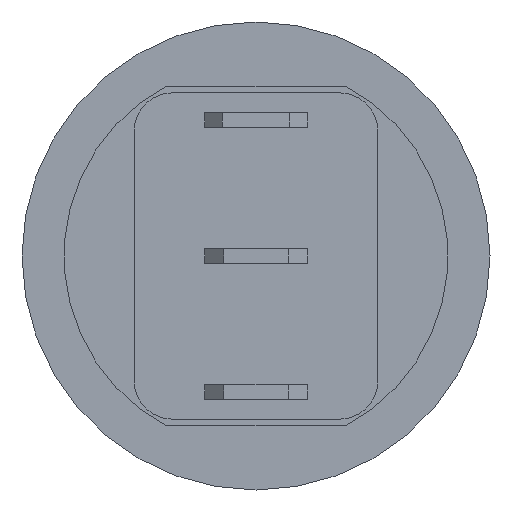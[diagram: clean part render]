
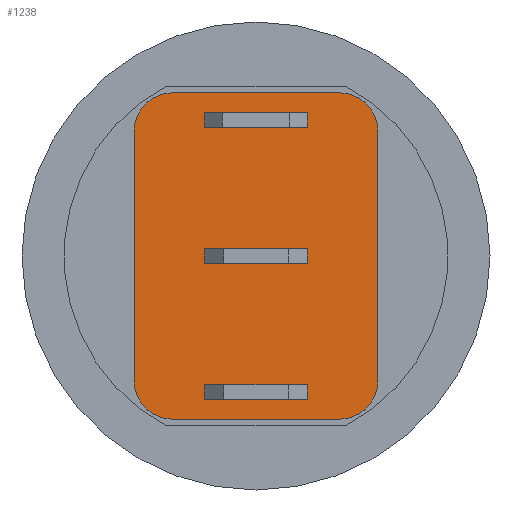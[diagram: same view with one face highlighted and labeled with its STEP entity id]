
A CAD part, front view. The second image highlights one B-rep face of the part: STEP entity #1238.
In plain terms, the highlighted planar face has unit normal (0, -1, 0).
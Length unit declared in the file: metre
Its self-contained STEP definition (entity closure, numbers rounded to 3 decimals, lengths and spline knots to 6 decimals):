
#35=LINE('',#1767,#149);
#40=LINE('',#1776,#154);
#42=LINE('',#1782,#156);
#47=LINE('',#1794,#161);
#53=LINE('',#1808,#167);
#61=LINE('',#1826,#175);
#67=LINE('',#1841,#181);
#73=LINE('',#1855,#187);
#80=LINE('',#1876,#194);
#91=LINE('',#1901,#205);
#96=LINE('',#1919,#210);
#99=LINE('',#1926,#213);
#124=LINE('',#2046,#238);
#128=LINE('',#2056,#242);
#131=LINE('',#2064,#245);
#134=LINE('',#2072,#248);
#149=VECTOR('',#1407,1.);
#154=VECTOR('',#1416,1.);
#156=VECTOR('',#1422,1.);
#161=VECTOR('',#1435,1.);
#167=VECTOR('',#1445,1.);
#175=VECTOR('',#1457,1.);
#181=VECTOR('',#1471,1.);
#187=VECTOR('',#1487,1.);
#194=VECTOR('',#1508,1.);
#205=VECTOR('',#1531,1.);
#210=VECTOR('',#1548,1.);
#213=VECTOR('',#1559,1.);
#238=VECTOR('',#1692,1.);
#242=VECTOR('',#1702,1.);
#245=VECTOR('',#1711,1.);
#248=VECTOR('',#1720,1.);
#294=PLANE('',#1371);
#597=ORIENTED_EDGE('',*,*,#642,.F.);
#598=ORIENTED_EDGE('',*,*,#639,.F.);
#599=ORIENTED_EDGE('',*,*,#634,.F.);
#600=ORIENTED_EDGE('',*,*,#648,.F.);
#601=ORIENTED_EDGE('',*,*,#679,.F.);
#602=ORIENTED_EDGE('',*,*,#662,.F.);
#603=ORIENTED_EDGE('',*,*,#670,.F.);
#604=ORIENTED_EDGE('',*,*,#654,.F.);
#605=ORIENTED_EDGE('',*,*,#701,.F.);
#606=ORIENTED_EDGE('',*,*,#689,.F.);
#607=ORIENTED_EDGE('',*,*,#709,.F.);
#608=ORIENTED_EDGE('',*,*,#712,.F.);
#609=ORIENTED_EDGE('',*,*,#775,.F.);
#610=ORIENTED_EDGE('',*,*,#774,.T.);
#611=ORIENTED_EDGE('',*,*,#771,.F.);
#612=ORIENTED_EDGE('',*,*,#770,.T.);
#613=ORIENTED_EDGE('',*,*,#767,.F.);
#614=ORIENTED_EDGE('',*,*,#766,.T.);
#615=ORIENTED_EDGE('',*,*,#762,.F.);
#616=ORIENTED_EDGE('',*,*,#777,.T.);
#634=EDGE_CURVE('',#792,#793,#35,.T.);
#639=EDGE_CURVE('',#793,#795,#40,.T.);
#642=EDGE_CURVE('',#795,#797,#42,.T.);
#648=EDGE_CURVE('',#797,#792,#47,.T.);
#654=EDGE_CURVE('',#804,#806,#53,.T.);
#662=EDGE_CURVE('',#812,#814,#61,.T.);
#670=EDGE_CURVE('',#806,#812,#67,.T.);
#679=EDGE_CURVE('',#814,#804,#73,.T.);
#689=EDGE_CURVE('',#828,#829,#80,.T.);
#701=EDGE_CURVE('',#829,#837,#91,.T.);
#709=EDGE_CURVE('',#843,#828,#96,.T.);
#712=EDGE_CURVE('',#837,#843,#99,.T.);
#762=EDGE_CURVE('',#885,#886,#124,.T.);
#766=EDGE_CURVE('',#887,#886,#936,.T.);
#767=EDGE_CURVE('',#887,#888,#128,.T.);
#770=EDGE_CURVE('',#889,#888,#937,.T.);
#771=EDGE_CURVE('',#889,#890,#131,.T.);
#774=EDGE_CURVE('',#891,#890,#938,.T.);
#775=EDGE_CURVE('',#891,#892,#134,.T.);
#777=EDGE_CURVE('',#885,#892,#939,.T.);
#792=VERTEX_POINT('',#1766);
#793=VERTEX_POINT('',#1768);
#795=VERTEX_POINT('',#1777);
#797=VERTEX_POINT('',#1783);
#804=VERTEX_POINT('',#1806);
#806=VERTEX_POINT('',#1809);
#812=VERTEX_POINT('',#1824);
#814=VERTEX_POINT('',#1827);
#828=VERTEX_POINT('',#1875);
#829=VERTEX_POINT('',#1877);
#837=VERTEX_POINT('',#1902);
#843=VERTEX_POINT('',#1918);
#885=VERTEX_POINT('',#2047);
#886=VERTEX_POINT('',#2048);
#887=VERTEX_POINT('',#2053);
#888=VERTEX_POINT('',#2057);
#889=VERTEX_POINT('',#2061);
#890=VERTEX_POINT('',#2065);
#891=VERTEX_POINT('',#2069);
#892=VERTEX_POINT('',#2073);
#936=CIRCLE('',#1361,0.002);
#937=CIRCLE('',#1364,0.002);
#938=CIRCLE('',#1367,0.002);
#939=CIRCLE('',#1370,0.002);
#1040=EDGE_LOOP('',(#597,#598,#599,#600));
#1041=EDGE_LOOP('',(#601,#602,#603,#604));
#1042=EDGE_LOOP('',(#605,#606,#607,#608));
#1043=EDGE_LOOP('',(#609,#610,#611,#612,#613,#614,#615,#616));
#1144=FACE_BOUND('',#1040,.T.);
#1145=FACE_BOUND('',#1041,.T.);
#1146=FACE_BOUND('',#1042,.T.);
#1147=FACE_BOUND('',#1043,.T.);
#1238=ADVANCED_FACE('',(#1144,#1145,#1146,#1147),#294,.F.);
#1361=AXIS2_PLACEMENT_3D('',#2054,#1698,#1699);
#1364=AXIS2_PLACEMENT_3D('',#2062,#1707,#1708);
#1367=AXIS2_PLACEMENT_3D('',#2070,#1716,#1717);
#1370=AXIS2_PLACEMENT_3D('',#2076,#1724,#1725);
#1371=AXIS2_PLACEMENT_3D('',#2077,#1726,#1727);
#1407=DIRECTION('',(0.,0.,-1.));
#1416=DIRECTION('',(1.,0.,0.));
#1422=DIRECTION('',(0.,0.,1.));
#1435=DIRECTION('',(-1.,0.,0.));
#1445=DIRECTION('',(0.,0.,1.));
#1457=DIRECTION('',(0.,0.,-1.));
#1471=DIRECTION('',(-1.,0.,0.));
#1487=DIRECTION('',(1.,0.,0.));
#1508=DIRECTION('',(0.,0.,-1.));
#1531=DIRECTION('',(1.,0.,0.));
#1548=DIRECTION('',(-1.,0.,0.));
#1559=DIRECTION('',(0.,0.,1.));
#1692=DIRECTION('',(0.,0.,1.));
#1698=DIRECTION('',(0.,-1.,0.));
#1699=DIRECTION('',(0.,0.,1.));
#1702=DIRECTION('',(1.,0.,0.));
#1707=DIRECTION('',(0.,-1.,0.));
#1708=DIRECTION('',(1.,0.,0.));
#1711=DIRECTION('',(0.,0.,-1.));
#1716=DIRECTION('',(0.,-1.,0.));
#1717=DIRECTION('',(0.,0.,-1.));
#1720=DIRECTION('',(-1.,0.,0.));
#1724=DIRECTION('',(0.,-1.,0.));
#1725=DIRECTION('',(-1.,0.,0.));
#1726=DIRECTION('',(0.,1.,0.));
#1727=DIRECTION('',(1.,0.,0.));
#1766=CARTESIAN_POINT('',(-0.00267,0.,0.007475));
#1767=CARTESIAN_POINT('',(-0.00267,0.,0.007475));
#1768=CARTESIAN_POINT('',(-0.00267,0.,0.006705));
#1776=CARTESIAN_POINT('',(-0.00267,0.,0.006705));
#1777=CARTESIAN_POINT('',(0.00267,0.,0.006705));
#1782=CARTESIAN_POINT('',(0.00267,0.,0.006705));
#1783=CARTESIAN_POINT('',(0.00267,0.,0.007475));
#1794=CARTESIAN_POINT('',(0.00267,0.,0.007475));
#1806=CARTESIAN_POINT('',(0.00267,0.,-0.000385));
#1808=CARTESIAN_POINT('',(0.00267,0.,-0.000385));
#1809=CARTESIAN_POINT('',(0.00267,0.,0.000385));
#1824=CARTESIAN_POINT('',(-0.00267,0.,0.000385));
#1826=CARTESIAN_POINT('',(-0.00267,0.,0.000385));
#1827=CARTESIAN_POINT('',(-0.00267,0.,-0.000385));
#1841=CARTESIAN_POINT('',(0.00267,0.,0.000385));
#1855=CARTESIAN_POINT('',(-0.00267,0.,-0.000385));
#1875=CARTESIAN_POINT('',(-0.00267,0.,-0.006705));
#1876=CARTESIAN_POINT('',(-0.00267,0.,-0.006705));
#1877=CARTESIAN_POINT('',(-0.00267,0.,-0.007475));
#1901=CARTESIAN_POINT('',(-0.00267,0.,-0.007475));
#1902=CARTESIAN_POINT('',(0.00267,0.,-0.007475));
#1918=CARTESIAN_POINT('',(0.00267,0.,-0.006705));
#1919=CARTESIAN_POINT('',(0.00267,0.,-0.006705));
#1926=CARTESIAN_POINT('',(0.00267,0.,-0.007475));
#2046=CARTESIAN_POINT('',(-0.00635,0.,-0.0065));
#2047=CARTESIAN_POINT('',(-0.00635,0.,-0.0065));
#2048=CARTESIAN_POINT('',(-0.00635,0.,0.0065));
#2053=CARTESIAN_POINT('',(-0.00435,0.,0.0085));
#2054=CARTESIAN_POINT('',(-0.00435,0.,0.0065));
#2056=CARTESIAN_POINT('',(-0.00435,0.,0.0085));
#2057=CARTESIAN_POINT('',(0.00435,0.,0.0085));
#2061=CARTESIAN_POINT('',(0.00635,0.,0.0065));
#2062=CARTESIAN_POINT('',(0.00435,0.,0.0065));
#2064=CARTESIAN_POINT('',(0.00635,0.,0.0065));
#2065=CARTESIAN_POINT('',(0.00635,0.,-0.0065));
#2069=CARTESIAN_POINT('',(0.00435,0.,-0.0085));
#2070=CARTESIAN_POINT('',(0.00435,0.,-0.0065));
#2072=CARTESIAN_POINT('',(0.00435,0.,-0.0085));
#2073=CARTESIAN_POINT('',(-0.00435,0.,-0.0085));
#2076=CARTESIAN_POINT('',(-0.00435,0.,-0.0065));
#2077=CARTESIAN_POINT('',(0.,0.,0.));
